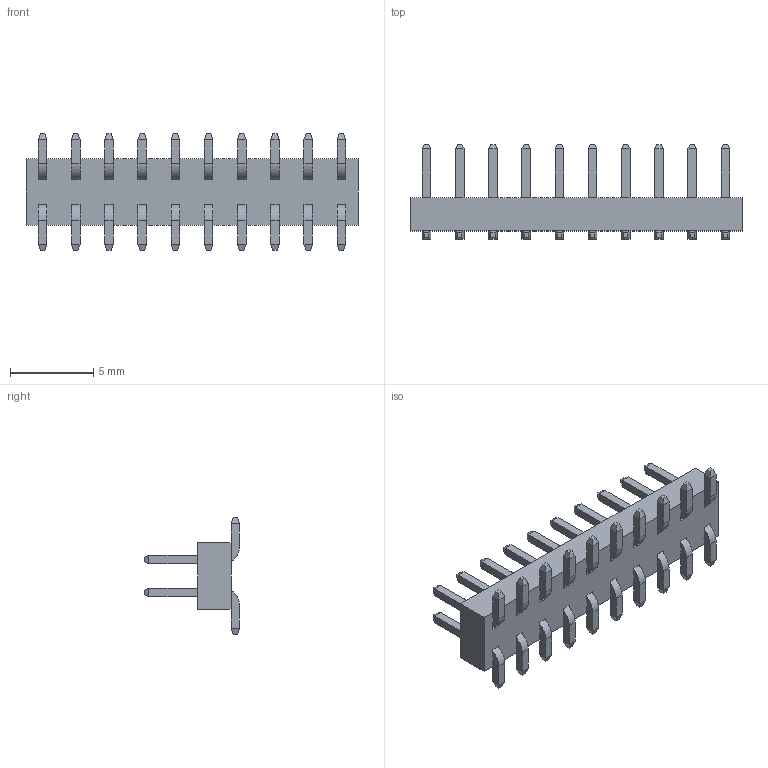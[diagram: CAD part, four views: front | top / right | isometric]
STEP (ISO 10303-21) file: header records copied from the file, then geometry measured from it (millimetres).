
FILE_DESCRIPTION(/* description */ ('STEP AP214'),/* implementation_level */ '2;1');
FILE_NAME(/* name */ 'TMMH-110-01-T-DV',/* time_stamp */ '2023-01-05T16:14:28+01:00',/* author */ ('License CC BY-ND 4.0'),/* organization */ ('CADENAS'),/* preprocessor_version */ 'ST-DEVELOPER v18.102',/* originating_system */ 'PARTsolutions',/* authorisation */ ' ');
FILE_SCHEMA (('AUTOMOTIVE_DESIGN {1 0 10303 214 3 1 1}'));
Length unit declared in the file: inch
Products named in the file (4): TMMH-110-01-T-DV; TMMH-110-01-T-DV-sm_pins2; TMMH-110-01-T-DV_pins1; TMMH-110-01-T-DV_body
Assembly tree (3 placements, depth 2):
  TMMH-110-01-T-DV
    TMMH-110-01-T-DV-sm_pins2
    TMMH-110-01-T-DV_pins1
    TMMH-110-01-T-DV_body
Bounding box: 20 x 5.71 x 7.04 mm (x, y, z)
Volume: 213.6 mm3; surface area: 877.4 mm2
Topology: 3 solids, 3 shells, 552 faces, 1424 edges, 896 vertices
Faces by surface type: plane 512, cylinder 40
Entity records: 16492 total; most frequent: CARTESIAN_POINT 2876, ORIENTED_EDGE 2848, DIRECTION 2616, EDGE_CURVE 1424, LINE 1344, VECTOR 1344, VERTEX_POINT 896, AXIS2_PLACEMENT_3D 636
